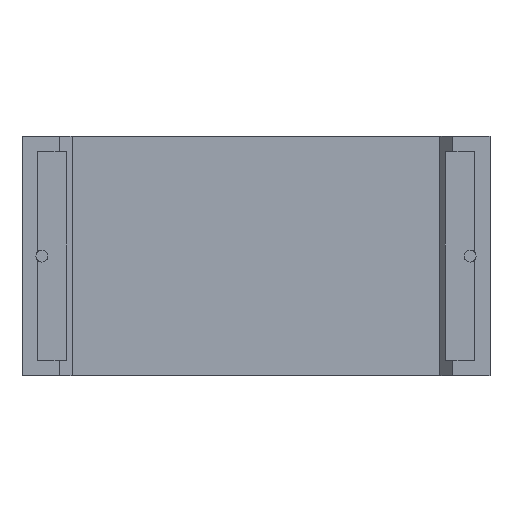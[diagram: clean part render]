
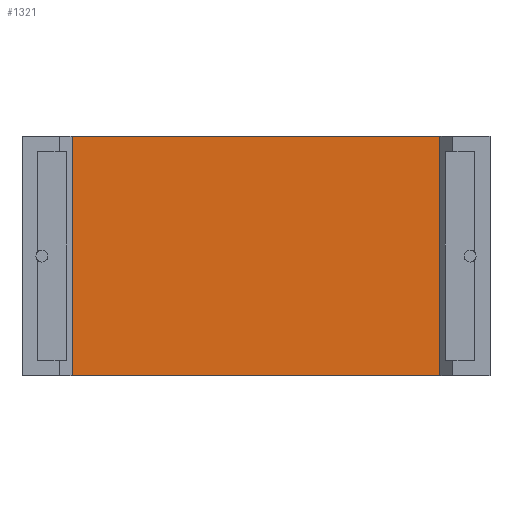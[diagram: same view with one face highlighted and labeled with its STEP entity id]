
A CAD part, front view. The second image highlights one B-rep face of the part: STEP entity #1321.
In plain terms, the highlighted planar face has unit normal (0, -1, 0).
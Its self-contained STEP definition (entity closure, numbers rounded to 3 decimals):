
#186 = DIRECTION ( 'NONE',  ( 0., 0., 1. ) ) ;
#531 = FACE_OUTER_BOUND ( 'NONE', #2670, .T. ) ;
#549 = VERTEX_POINT ( 'NONE', #1485 ) ;
#579 = DIRECTION ( 'NONE',  ( -1., 0., 0. ) ) ;
#657 = EDGE_CURVE ( 'NONE', #2455, #1240, #1504, .T. ) ;
#757 = CARTESIAN_POINT ( 'NONE',  ( 4.389, 1.31, 0. ) ) ;
#831 = VERTEX_POINT ( 'NONE', #1905 ) ;
#879 = EDGE_CURVE ( 'NONE', #1240, #831, #2704, .T. ) ;
#926 = CARTESIAN_POINT ( 'NONE',  ( 20.5, 1.31, 21. ) ) ;
#976 = CARTESIAN_POINT ( 'NONE',  ( 36.611, 1.31, 0. ) ) ;
#1007 = VECTOR ( 'NONE', #2034, 1000. ) ;
#1133 = DIRECTION ( 'NONE',  ( 0., 1., 0. ) ) ;
#1240 = VERTEX_POINT ( 'NONE', #757 ) ;
#1321 = ADVANCED_FACE ( 'NONE', ( #531 ), #2511, .F. ) ;
#1416 = DIRECTION ( 'NONE',  ( -1., 0., 0. ) ) ;
#1425 = DIRECTION ( 'NONE',  ( 0., 0., 1. ) ) ;
#1447 = CARTESIAN_POINT ( 'NONE',  ( 4.389, 1.31, 0. ) ) ;
#1468 = LINE ( 'NONE', #926, #1549 ) ;
#1485 = CARTESIAN_POINT ( 'NONE',  ( 36.611, 1.31, 21. ) ) ;
#1493 = VECTOR ( 'NONE', #186, 1000. ) ;
#1504 = LINE ( 'NONE', #2492, #1007 ) ;
#1549 = VECTOR ( 'NONE', #1416, 1000. ) ;
#1805 = ORIENTED_EDGE ( 'NONE', *, *, #657, .F. ) ;
#1880 = CARTESIAN_POINT ( 'NONE',  ( 20.5, 1.31, 0. ) ) ;
#1905 = CARTESIAN_POINT ( 'NONE',  ( 4.389, 1.31, 21. ) ) ;
#2033 = ORIENTED_EDGE ( 'NONE', *, *, #2436, .T. ) ;
#2034 = DIRECTION ( 'NONE',  ( -1., 0., 0. ) ) ;
#2436 = EDGE_CURVE ( 'NONE', #2455, #549, #2463, .T. ) ;
#2455 = VERTEX_POINT ( 'NONE', #3154 ) ;
#2463 = LINE ( 'NONE', #976, #1493 ) ;
#2491 = ORIENTED_EDGE ( 'NONE', *, *, #879, .F. ) ;
#2492 = CARTESIAN_POINT ( 'NONE',  ( 20.5, 1.31, 0. ) ) ;
#2511 = PLANE ( 'NONE',  #2985 ) ;
#2670 = EDGE_LOOP ( 'NONE', ( #2717, #2491, #1805, #2033 ) ) ;
#2704 = LINE ( 'NONE', #1447, #2936 ) ;
#2717 = ORIENTED_EDGE ( 'NONE', *, *, #2728, .T. ) ;
#2728 = EDGE_CURVE ( 'NONE', #549, #831, #1468, .T. ) ;
#2936 = VECTOR ( 'NONE', #1425, 1000. ) ;
#2985 = AXIS2_PLACEMENT_3D ( 'NONE', #1880, #1133, #579 ) ;
#3154 = CARTESIAN_POINT ( 'NONE',  ( 36.611, 1.31, 0. ) ) ;
